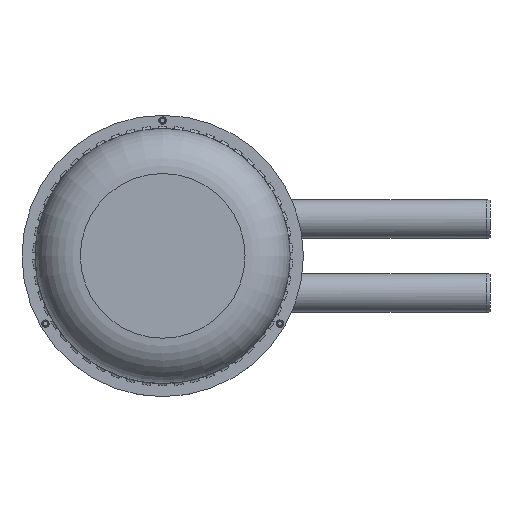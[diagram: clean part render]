
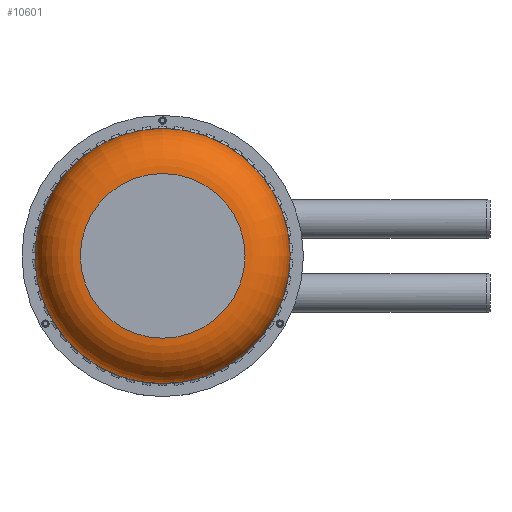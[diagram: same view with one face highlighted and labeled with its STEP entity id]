
A CAD part, top view. The second image highlights one B-rep face of the part: STEP entity #10601.
In plain terms, the highlighted toroidal (fillet/blend) face has major radius 1560 mm and minor radius 850 mm.
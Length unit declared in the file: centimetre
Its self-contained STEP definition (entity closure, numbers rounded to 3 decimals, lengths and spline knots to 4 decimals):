
#1809=FACE_OUTER_BOUND('',#2530,.T.);
#2530=EDGE_LOOP('',(#9366,#9367,#9368,#9369,#9370));
#3179=CIRCLE('',#13420,156.);
#3180=CIRCLE('',#13422,241.);
#3181=CIRCLE('',#13423,85.);
#3182=CIRCLE('',#13424,241.);
#4350=VERTEX_POINT('',#34393);
#4351=VERTEX_POINT('',#34396);
#4352=VERTEX_POINT('',#34397);
#6166=EDGE_CURVE('',#4350,#4350,#3179,.T.);
#6167=EDGE_CURVE('',#4351,#4352,#3180,.T.);
#6168=EDGE_CURVE('',#4351,#4350,#3181,.T.);
#6169=EDGE_CURVE('',#4352,#4351,#3182,.T.);
#9366=ORIENTED_EDGE('',*,*,#6167,.F.);
#9367=ORIENTED_EDGE('',*,*,#6168,.T.);
#9368=ORIENTED_EDGE('',*,*,#6166,.T.);
#9369=ORIENTED_EDGE('',*,*,#6168,.F.);
#9370=ORIENTED_EDGE('',*,*,#6169,.F.);
#10023=TOROIDAL_SURFACE('',#13421,156.,85.);
#10601=ADVANCED_FACE('',(#1809),#10023,.T.);
#13420=AXIS2_PLACEMENT_3D('',#34394,#16560,#16561);
#13421=AXIS2_PLACEMENT_3D('',#34395,#16562,#16563);
#13422=AXIS2_PLACEMENT_3D('',#34398,#16564,#16565);
#13423=AXIS2_PLACEMENT_3D('',#34399,#16566,#16567);
#13424=AXIS2_PLACEMENT_3D('',#34400,#16568,#16569);
#16560=DIRECTION('center_axis',(0.,0.,
-1.));
#16561=DIRECTION('ref_axis',(0.,-1.,0.));
#16562=DIRECTION('center_axis',(0.,0.,
-1.));
#16563=DIRECTION('ref_axis',(1.,0.,0.));
#16564=DIRECTION('center_axis',(0.,0.,
-1.));
#16565=DIRECTION('ref_axis',(0.,-1.,0.));
#16566=DIRECTION('center_axis',(0.,1.,0.));
#16567=DIRECTION('ref_axis',(-1.,0.,0.));
#16568=DIRECTION('center_axis',(0.,0.,
-1.));
#16569=DIRECTION('ref_axis',(0.,-1.,0.));
#34393=CARTESIAN_POINT('',(-21.,0.,130.));
#34394=CARTESIAN_POINT('Origin',(135.,0.,
130.));
#34395=CARTESIAN_POINT('Origin',(135.,0.,45.));
#34396=CARTESIAN_POINT('',(-106.,0.,45.));
#34397=CARTESIAN_POINT('',(135.,-241.,45.));
#34398=CARTESIAN_POINT('Origin',(135.,0.,45.));
#34399=CARTESIAN_POINT('Origin',(-21.,0.,45.));
#34400=CARTESIAN_POINT('Origin',(135.,0.,45.));
